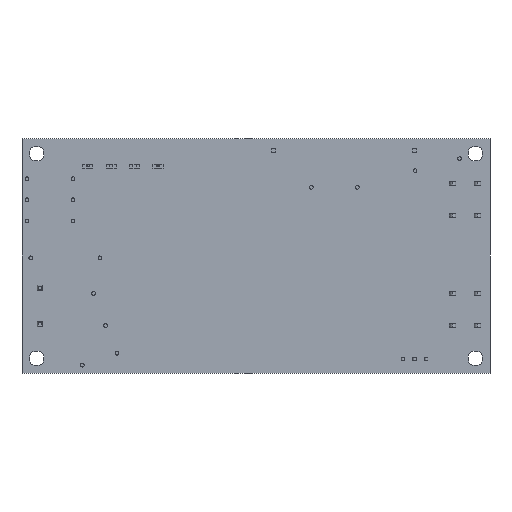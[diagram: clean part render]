
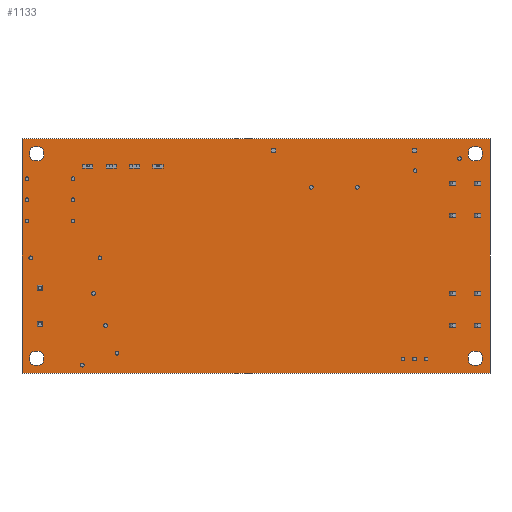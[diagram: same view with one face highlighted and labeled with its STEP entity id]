
A CAD part, front view. The second image highlights one B-rep face of the part: STEP entity #1133.
In plain terms, the highlighted planar face has unit normal (0, -1, 0).
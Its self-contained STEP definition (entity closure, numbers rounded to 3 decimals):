
#14=DIRECTION('',(0.,0.,1.));
#15=VECTOR('',#14,50.8);
#16=CARTESIAN_POINT('',(-49.16,0.,-27.05));
#17=LINE('',#16,#15);
#18=DIRECTION('',(1.,0.,0.));
#19=VECTOR('',#18,101.6);
#20=CARTESIAN_POINT('',(-49.16,0.,23.75));
#21=LINE('',#20,#19);
#22=DIRECTION('',(0.,0.,-1.));
#23=VECTOR('',#22,50.8);
#24=CARTESIAN_POINT('',(52.44,0.,23.75));
#25=LINE('',#24,#23);
#26=DIRECTION('',(-1.,0.,0.));
#27=VECTOR('',#26,101.6);
#28=CARTESIAN_POINT('',(52.44,0.,-27.05));
#29=LINE('',#28,#27);
#30=CARTESIAN_POINT('',(-45.985,0.,20.575));
#31=DIRECTION('',(0.,-1.,0.));
#32=DIRECTION('',(1.,0.,0.));
#33=AXIS2_PLACEMENT_3D('',#30,#31,#32);
#35=CARTESIAN_POINT('',(-45.985,0.,20.575));
#36=DIRECTION('',(0.,-1.,0.));
#37=DIRECTION('',(-1.,0.,0.));
#38=AXIS2_PLACEMENT_3D('',#35,#36,#37);
#40=CARTESIAN_POINT('',(49.265,0.,20.575));
#41=DIRECTION('',(0.,-1.,0.));
#42=DIRECTION('',(1.,0.,0.));
#43=AXIS2_PLACEMENT_3D('',#40,#41,#42);
#45=CARTESIAN_POINT('',(49.265,0.,20.575));
#46=DIRECTION('',(0.,-1.,0.));
#47=DIRECTION('',(-1.,0.,0.));
#48=AXIS2_PLACEMENT_3D('',#45,#46,#47);
#50=CARTESIAN_POINT('',(49.265,0.,-23.875));
#51=DIRECTION('',(0.,-1.,0.));
#52=DIRECTION('',(1.,0.,0.));
#53=AXIS2_PLACEMENT_3D('',#50,#51,#52);
#55=CARTESIAN_POINT('',(49.265,0.,-23.875));
#56=DIRECTION('',(0.,-1.,0.));
#57=DIRECTION('',(-1.,0.,0.));
#58=AXIS2_PLACEMENT_3D('',#55,#56,#57);
#60=CARTESIAN_POINT('',(-45.985,0.,-23.875));
#61=DIRECTION('',(0.,-1.,0.));
#62=DIRECTION('',(-1.,0.,0.));
#63=AXIS2_PLACEMENT_3D('',#60,#61,#62);
#65=CARTESIAN_POINT('',(-45.985,0.,-23.875));
#66=DIRECTION('',(0.,-1.,0.));
#67=DIRECTION('',(1.,0.,0.));
#68=AXIS2_PLACEMENT_3D('',#65,#66,#67);
#838=CARTESIAN_POINT('',(-49.16,0.,-27.05));
#839=CARTESIAN_POINT('',(-49.16,0.,23.75));
#840=VERTEX_POINT('',#838);
#841=VERTEX_POINT('',#839);
#842=CARTESIAN_POINT('',(52.44,0.,23.75));
#843=VERTEX_POINT('',#842);
#844=CARTESIAN_POINT('',(52.44,0.,-27.05));
#845=VERTEX_POINT('',#844);
#846=CARTESIAN_POINT('',(-44.385,0.,20.575));
#847=CARTESIAN_POINT('',(-47.585,0.,20.575));
#848=VERTEX_POINT('',#846);
#849=VERTEX_POINT('',#847);
#850=CARTESIAN_POINT('',(50.865,0.,20.575));
#851=CARTESIAN_POINT('',(47.665,0.,20.575));
#852=VERTEX_POINT('',#850);
#853=VERTEX_POINT('',#851);
#854=CARTESIAN_POINT('',(50.865,0.,-23.875));
#855=CARTESIAN_POINT('',(47.665,0.,-23.875));
#856=VERTEX_POINT('',#854);
#857=VERTEX_POINT('',#855);
#858=CARTESIAN_POINT('',(-47.585,0.,-23.875));
#859=CARTESIAN_POINT('',(-44.385,0.,-23.875));
#860=VERTEX_POINT('',#858);
#861=VERTEX_POINT('',#859);
#1094=CARTESIAN_POINT('',(0.,0.,0.));
#1095=DIRECTION('',(0.,1.,0.));
#1096=DIRECTION('',(1.,0.,0.));
#1097=AXIS2_PLACEMENT_3D('',#1094,#1095,#1096);
#1098=PLANE('',#1097);
#1100=ORIENTED_EDGE('',*,*,#1099,.T.);
#1102=ORIENTED_EDGE('',*,*,#1101,.T.);
#1104=ORIENTED_EDGE('',*,*,#1103,.T.);
#1106=ORIENTED_EDGE('',*,*,#1105,.T.);
#1107=EDGE_LOOP('',(#1100,#1102,#1104,#1106));
#1108=FACE_OUTER_BOUND('',#1107,.F.);
#1110=ORIENTED_EDGE('',*,*,#1109,.T.);
#1112=ORIENTED_EDGE('',*,*,#1111,.T.);
#1113=EDGE_LOOP('',(#1110,#1112));
#1114=FACE_BOUND('',#1113,.F.);
#1116=ORIENTED_EDGE('',*,*,#1115,.T.);
#1118=ORIENTED_EDGE('',*,*,#1117,.T.);
#1119=EDGE_LOOP('',(#1116,#1118));
#1120=FACE_BOUND('',#1119,.F.);
#1122=ORIENTED_EDGE('',*,*,#1121,.T.);
#1124=ORIENTED_EDGE('',*,*,#1123,.T.);
#1125=EDGE_LOOP('',(#1122,#1124));
#1126=FACE_BOUND('',#1125,.F.);
#1128=ORIENTED_EDGE('',*,*,#1127,.T.);
#1130=ORIENTED_EDGE('',*,*,#1129,.T.);
#1131=EDGE_LOOP('',(#1128,#1130));
#1132=FACE_BOUND('',#1131,.F.);
#34=CIRCLE('',#33,1.6);
#39=CIRCLE('',#38,1.6);
#44=CIRCLE('',#43,1.6);
#49=CIRCLE('',#48,1.6);
#54=CIRCLE('',#53,1.6);
#59=CIRCLE('',#58,1.6);
#64=CIRCLE('',#63,1.6);
#69=CIRCLE('',#68,1.6);
#1099=EDGE_CURVE('',#840,#841,#17,.T.);
#1101=EDGE_CURVE('',#841,#843,#21,.T.);
#1103=EDGE_CURVE('',#843,#845,#25,.T.);
#1105=EDGE_CURVE('',#845,#840,#29,.T.);
#1109=EDGE_CURVE('',#848,#849,#34,.T.);
#1111=EDGE_CURVE('',#849,#848,#39,.T.);
#1115=EDGE_CURVE('',#852,#853,#44,.T.);
#1117=EDGE_CURVE('',#853,#852,#49,.T.);
#1121=EDGE_CURVE('',#856,#857,#54,.T.);
#1123=EDGE_CURVE('',#857,#856,#59,.T.);
#1127=EDGE_CURVE('',#860,#861,#64,.T.);
#1129=EDGE_CURVE('',#861,#860,#69,.T.);
#1133=ADVANCED_FACE('',(#1108,#1114,#1120,#1126,#1132),#1098,.F.);
